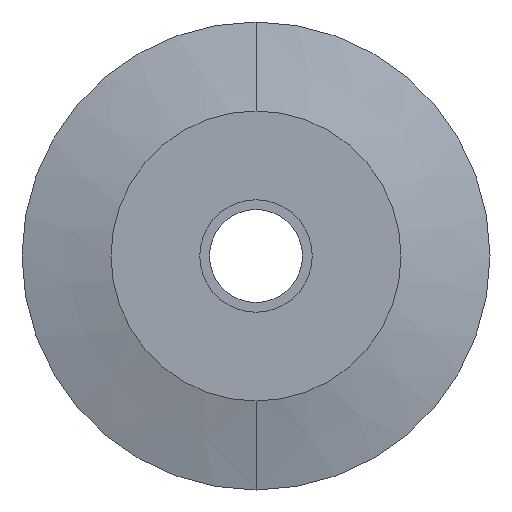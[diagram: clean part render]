
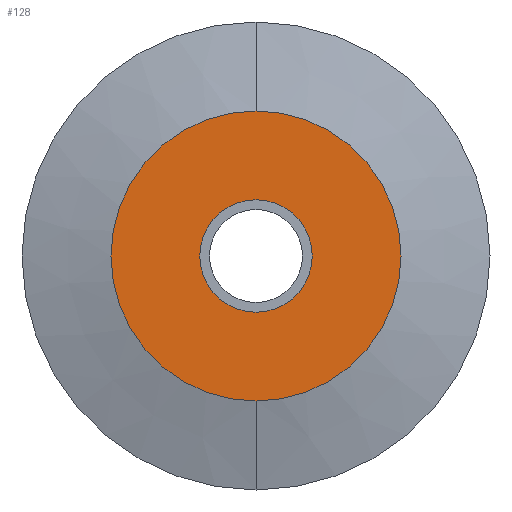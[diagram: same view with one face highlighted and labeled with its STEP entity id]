
A CAD part, front view. The second image highlights one B-rep face of the part: STEP entity #128.
In plain terms, the highlighted planar face has unit normal (0, -1, 0).
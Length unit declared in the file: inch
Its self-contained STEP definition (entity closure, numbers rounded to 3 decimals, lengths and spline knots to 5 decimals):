
#2 = DIRECTION ( 'NONE',  ( 0., 1., 0. ) ) ;
#15 = CIRCLE ( 'NONE', #117, 0.48644 ) ;
#26 = ORIENTED_EDGE ( 'NONE', *, *, #366, .F. ) ;
#45 = CARTESIAN_POINT ( 'NONE',  ( 0., -0.2, -0.1885 ) ) ;
#48 = PLANE ( 'NONE',  #429 ) ;
#100 = DIRECTION ( 'NONE',  ( 0., 0., 1. ) ) ;
#104 = DIRECTION ( 'NONE',  ( 0., 0., 1. ) ) ;
#110 = VERTEX_POINT ( 'NONE', #45 ) ;
#117 = AXIS2_PLACEMENT_3D ( 'NONE', #229, #308, #100 ) ;
#128 = ADVANCED_FACE ( 'NONE', ( #328, #476 ), #48, .F. ) ;
#134 = ORIENTED_EDGE ( 'NONE', *, *, #255, .F. ) ;
#159 = DIRECTION ( 'NONE',  ( 0., 1., 0. ) ) ;
#175 = CIRCLE ( 'NONE', #318, 0.1885 ) ;
#179 = DIRECTION ( 'NONE',  ( 0., 0., 1. ) ) ;
#227 = AXIS2_PLACEMENT_3D ( 'NONE', #513, #425, #432 ) ;
#229 = CARTESIAN_POINT ( 'NONE',  ( 0., -0.2, 0. ) ) ;
#248 = CARTESIAN_POINT ( 'NONE',  ( 0.48644, -0.2, 0. ) ) ;
#255 = EDGE_CURVE ( 'NONE', #267, #336, #15, .T. ) ;
#259 = ORIENTED_EDGE ( 'NONE', *, *, #293, .T. ) ;
#267 = VERTEX_POINT ( 'NONE', #351 ) ;
#280 = CIRCLE ( 'NONE', #227, 0.1885 ) ;
#293 = EDGE_CURVE ( 'NONE', #110, #305, #175, .T. ) ;
#295 = CIRCLE ( 'NONE', #509, 0.48644 ) ;
#305 = VERTEX_POINT ( 'NONE', #471 ) ;
#308 = DIRECTION ( 'NONE',  ( 0., 1., 0. ) ) ;
#314 = EDGE_LOOP ( 'NONE', ( #404, #259 ) ) ;
#315 = CARTESIAN_POINT ( 'NONE',  ( 0., -0.2, 0. ) ) ;
#318 = AXIS2_PLACEMENT_3D ( 'NONE', #315, #2, #179 ) ;
#328 = FACE_OUTER_BOUND ( 'NONE', #349, .T. ) ;
#336 = VERTEX_POINT ( 'NONE', #359 ) ;
#349 = EDGE_LOOP ( 'NONE', ( #134, #26 ) ) ;
#351 = CARTESIAN_POINT ( 'NONE',  ( 0., -0.2, 0.48644 ) ) ;
#353 = EDGE_CURVE ( 'NONE', #305, #110, #280, .T. ) ;
#359 = CARTESIAN_POINT ( 'NONE',  ( 0., -0.2, -0.48644 ) ) ;
#366 = EDGE_CURVE ( 'NONE', #336, #267, #295, .T. ) ;
#367 = DIRECTION ( 'NONE',  ( 0., 0., 1. ) ) ;
#404 = ORIENTED_EDGE ( 'NONE', *, *, #353, .T. ) ;
#425 = DIRECTION ( 'NONE',  ( 0., 1., 0. ) ) ;
#429 = AXIS2_PLACEMENT_3D ( 'NONE', #248, #477, #367 ) ;
#432 = DIRECTION ( 'NONE',  ( 0., 0., 1. ) ) ;
#461 = CARTESIAN_POINT ( 'NONE',  ( 0., -0.2, 0. ) ) ;
#471 = CARTESIAN_POINT ( 'NONE',  ( 0., -0.2, 0.1885 ) ) ;
#476 = FACE_BOUND ( 'NONE', #314, .T. ) ;
#477 = DIRECTION ( 'NONE',  ( 0., 1., 0. ) ) ;
#509 = AXIS2_PLACEMENT_3D ( 'NONE', #461, #159, #104 ) ;
#513 = CARTESIAN_POINT ( 'NONE',  ( 0., -0.2, 0. ) ) ;
